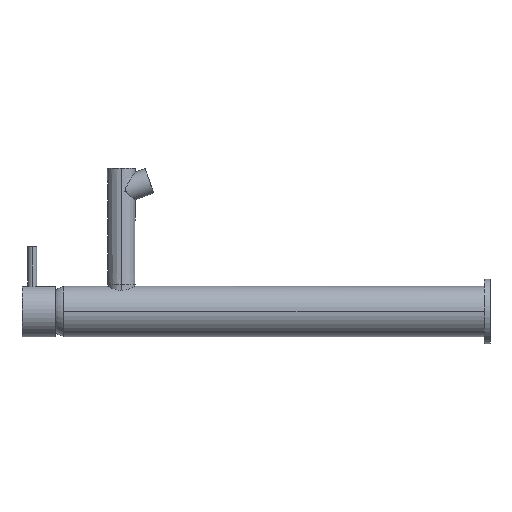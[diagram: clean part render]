
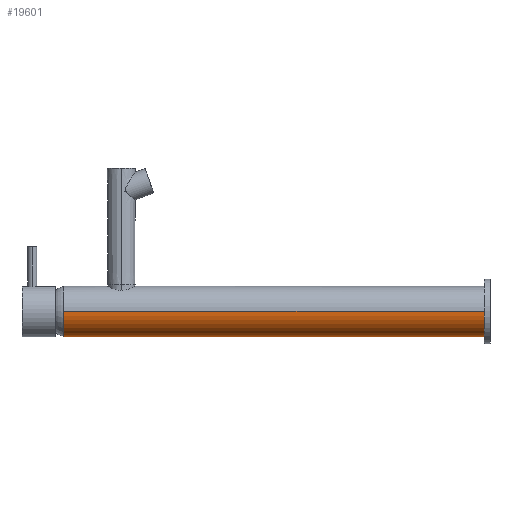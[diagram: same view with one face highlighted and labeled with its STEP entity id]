
A CAD part, left-side view. The second image highlights one B-rep face of the part: STEP entity #19601.
In plain terms, the highlighted cylindrical face has radius 17.5 mm (diameter 35 mm), a partial arc.
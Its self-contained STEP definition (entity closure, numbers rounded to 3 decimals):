
#1759 = CYLINDRICAL_SURFACE ( 'NONE', #19038, 17.5 ) ;
#1918 = VERTEX_POINT ( 'NONE', #57361 ) ;
#1963 = ORIENTED_EDGE ( 'NONE', *, *, #45462, .F. ) ;
#8017 = VERTEX_POINT ( 'NONE', #80757 ) ;
#10071 = LINE ( 'NONE', #55102, #58730 ) ;
#14788 = DIRECTION ( 'NONE',  ( 0., 1., 0. ) ) ;
#18525 = EDGE_LOOP ( 'NONE', ( #25277, #24680, #46631, #1963 ) ) ;
#19038 = AXIS2_PLACEMENT_3D ( 'NONE', #78704, #63203, #63679 ) ;
#19601 = ADVANCED_FACE ( 'NONE', ( #68108 ), #1759, .T. ) ;
#24680 = ORIENTED_EDGE ( 'NONE', *, *, #94925, .T. ) ;
#25277 = ORIENTED_EDGE ( 'NONE', *, *, #44558, .T. ) ;
#29002 = AXIS2_PLACEMENT_3D ( 'NONE', #38665, #90467, #89519 ) ;
#30220 = CIRCLE ( 'NONE', #84390, 17.5 ) ;
#30742 = DIRECTION ( 'NONE',  ( 1., 0., 0. ) ) ;
#38665 = CARTESIAN_POINT ( 'NONE',  ( 0., 4., 0. ) ) ;
#39631 = DIRECTION ( 'NONE',  ( 0., 1., 0. ) ) ;
#42294 = LINE ( 'NONE', #50029, #94273 ) ;
#42419 = VERTEX_POINT ( 'NONE', #72370 ) ;
#44558 = EDGE_CURVE ( 'NONE', #42419, #50068, #55250, .T. ) ;
#45462 = EDGE_CURVE ( 'NONE', #42419, #1918, #42294, .T. ) ;
#46631 = ORIENTED_EDGE ( 'NONE', *, *, #49561, .F. ) ;
#49561 = EDGE_CURVE ( 'NONE', #1918, #8017, #30220, .T. ) ;
#50029 = CARTESIAN_POINT ( 'NONE',  ( 17.5, 296., 0. ) ) ;
#50068 = VERTEX_POINT ( 'NONE', #78141 ) ;
#55102 = CARTESIAN_POINT ( 'NONE',  ( -17.5, 296., 0. ) ) ;
#55250 = CIRCLE ( 'NONE', #29002, 17.5 ) ;
#57361 = CARTESIAN_POINT ( 'NONE',  ( 17.5, 296., 0. ) ) ;
#58730 = VECTOR ( 'NONE', #39631, 1000. ) ;
#63203 = DIRECTION ( 'NONE',  ( 0., 1., 0. ) ) ;
#63679 = DIRECTION ( 'NONE',  ( 1., 0., 0. ) ) ;
#68108 = FACE_OUTER_BOUND ( 'NONE', #18525, .T. ) ;
#72370 = CARTESIAN_POINT ( 'NONE',  ( 17.5, 4., 0. ) ) ;
#78123 = DIRECTION ( 'NONE',  ( 0., 1., 0. ) ) ;
#78141 = CARTESIAN_POINT ( 'NONE',  ( -17.5, 4., 0. ) ) ;
#78704 = CARTESIAN_POINT ( 'NONE',  ( 0., 296., 0. ) ) ;
#80757 = CARTESIAN_POINT ( 'NONE',  ( -17.5, 296., 0. ) ) ;
#84390 = AXIS2_PLACEMENT_3D ( 'NONE', #88904, #14788, #30742 ) ;
#88904 = CARTESIAN_POINT ( 'NONE',  ( 0., 296., 0. ) ) ;
#89519 = DIRECTION ( 'NONE',  ( 1., 0., 0. ) ) ;
#90467 = DIRECTION ( 'NONE',  ( 0., 1., 0. ) ) ;
#94273 = VECTOR ( 'NONE', #78123, 1000. ) ;
#94925 = EDGE_CURVE ( 'NONE', #50068, #8017, #10071, .T. ) ;
